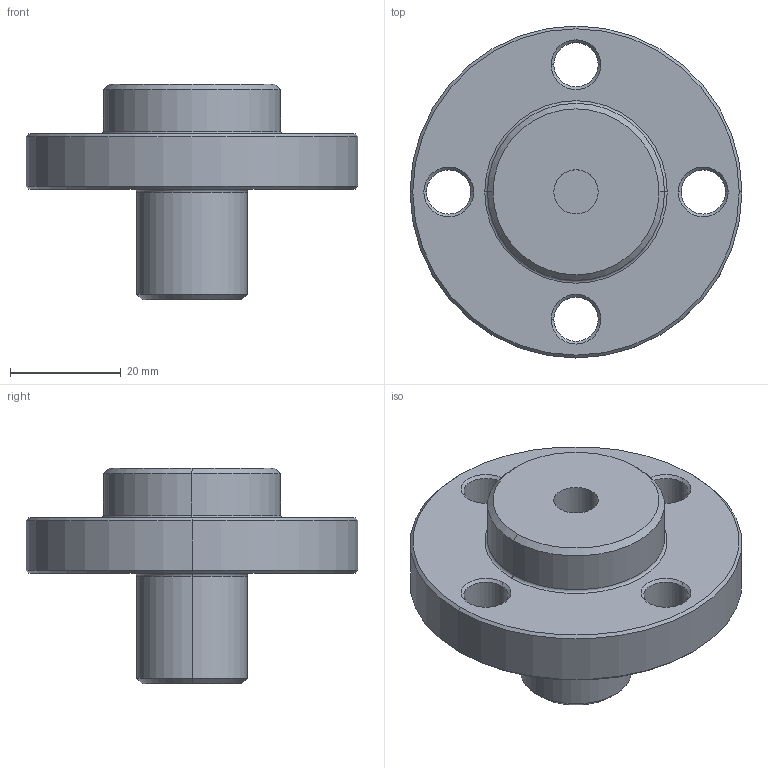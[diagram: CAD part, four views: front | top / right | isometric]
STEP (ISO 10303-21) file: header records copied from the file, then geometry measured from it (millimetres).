
FILE_DESCRIPTION (( 'STEP AP214' ), '1' );
FILE_NAME ('load-ball-holder2.STEP', '2018-02-16T16:16:54', ( '' ), ( '' ), 'SwSTEP 2.0', 'SolidWorks 2017', '' );
FILE_SCHEMA (( 'AUTOMOTIVE_DESIGN' ));
Length unit declared in the file: millimetre
Products named in the file (1): load-ball-holder2
Bounding box: 60 x 60 x 39 mm (x, y, z)
Volume: 38887.4 mm3; surface area: 10380.9 mm2
Topology: 1 solids, 1 shells, 49 faces, 104 edges, 60 vertices
Faces by surface type: cone 24, cylinder 16, plane 5, torus 4
Entity records: 1368 total; most frequent: DIRECTION 268, CARTESIAN_POINT 214, ORIENTED_EDGE 208, AXIS2_PLACEMENT_3D 114, EDGE_CURVE 104, CIRCLE 64, EDGE_LOOP 60, VERTEX_POINT 60
